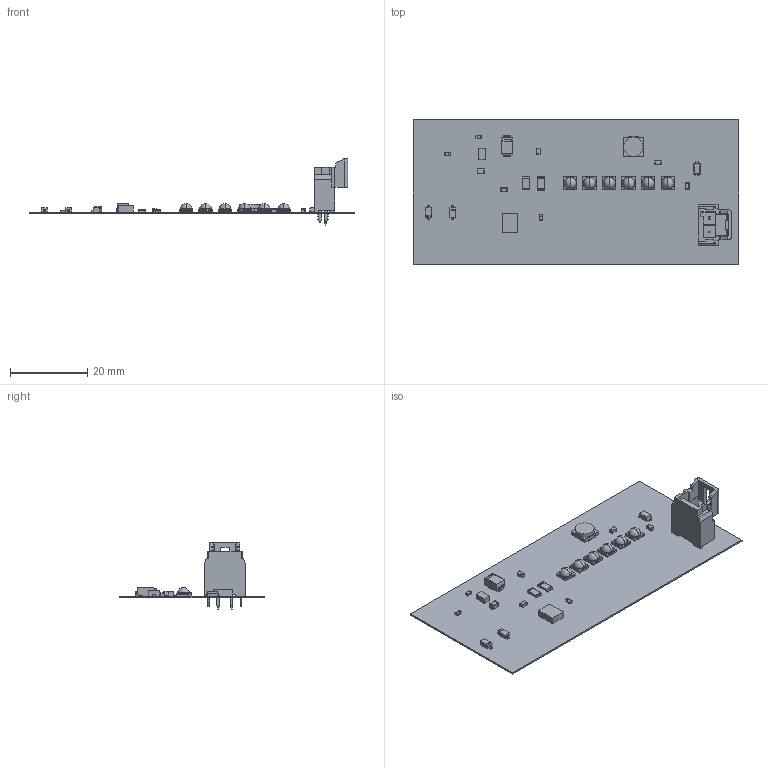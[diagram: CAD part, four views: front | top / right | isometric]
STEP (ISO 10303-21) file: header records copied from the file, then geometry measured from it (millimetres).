
FILE_DESCRIPTION(('Open CASCADE Model'),'2;1');
FILE_NAME('Open CASCADE Shape Model','2019-09-14T12:04:04',('Author'),( 'Open CASCADE'),'Open CASCADE STEP processor 6.8','Open CASCADE 6.8' ,'Unknown');
FILE_SCHEMA(('AUTOMOTIVE_DESIGN { 1 0 10303 214 1 1 1 1 }'));
Length unit declared in the file: millimetre
Products named in the file (90): PCB; Board; Open CASCADE STEP translator 6.8 2.1.1; U2; 6440753072; Extruded; U1; 6440759792; R6; 6650483056; Mid_Body; Terminal; Open_CASCADE_STEP_translator_6.8_2.2.1; Mark; R5; R4; 5805170400; Open_CASCADE_STEP_translator_6.8_1.2.1; R3; 6288776368; R1; 6288776048; P3; 1722871102_RGB4210752; Open CASCADE STEP translator 6.8 2.9.1.1; Open CASCADE STEP translator 6.8 2.9.1.2; L1; 6650485536; body; cylinder; pin; Open_CASCADE_STEP_translator_6.8_2.3.1; D16; SOD-123_J; D15; D14; XLamp_XPG2_3D_STEP; 2500-00565C_ASM; 2500-00565C; 2500-00565C-BT ...
Assembly tree (104 placements, depth 5):
  PCB
    Board
      Open CASCADE STEP translator 6.8 2.1.1
    U2
      6440753072
        Extruded
    U1
      6440759792
        Extruded
    R6
      6650483056
        Mid_Body
        Terminal  x2
          Open_CASCADE_STEP_translator_6.8_2.2.1
        Mark
    R5
      6650483056
        Mid_Body
        Terminal  x2
          Open_CASCADE_STEP_translator_6.8_2.2.1
        Mark
    R4
      5805170400
        Mid_Body
        Terminal  x2
          Open_CASCADE_STEP_translator_6.8_1.2.1
        Mark
    R3
      6288776368
        Mid_Body
        Terminal  x2
          Open_CASCADE_STEP_translator_6.8_1.2.1
        Mark
    R1
      6288776048
        Mid_Body
        Terminal  x2
          Open_CASCADE_STEP_translator_6.8_1.2.1
        Mark
    P3
      1722871102_RGB4210752
        Open CASCADE STEP translator 6.8 2.9.1.1
        Open CASCADE STEP translator 6.8 2.9.1.2
    L1
      6650485536
        body
        cylinder
        pin  x2
          Open_CASCADE_STEP_translator_6.8_2.3.1
    D16
      SOD-123_J
    D15
      SOD-123_J
    D14
      XLamp_XPG2_3D_STEP
        2500-00565C_ASM
          2500-00565C
          2500-00565C-BT
          2500-00565C-SBN
          2500-00565C-SB
Bounding box: 84.45 x 37.47 x 17.15 mm (x, y, z)
Volume: 2060.2 mm3; surface area: 8478.8 mm2
Topology: 93 solids, 93 shells, 1304 faces, 3049 edges, 1892 vertices
Faces by surface type: plane 863, cylinder 211, bspline 132, sphere 62, cone 24, torus 12
Full cylindrical faces by diameter (mm): 5 x1
Entity records: 26473 total; most frequent: CARTESIAN_POINT 5709, ORIENTED_EDGE 3622, DIRECTION 3285, EDGE_CURVE 1811, LINE 1199, VECTOR 1199, VERTEX_POINT 1119, AXIS2_PLACEMENT_3D 1043
